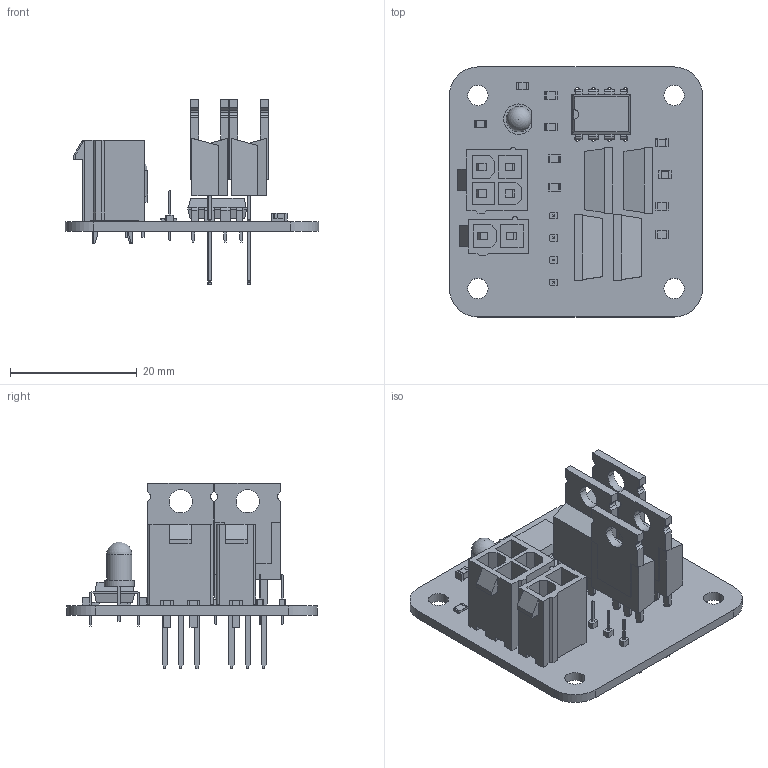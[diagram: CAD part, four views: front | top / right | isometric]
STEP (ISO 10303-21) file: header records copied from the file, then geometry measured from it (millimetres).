
FILE_DESCRIPTION(('KiCad electronic assembly'),'2;1');
FILE_NAME('TSSI2026.3.step','2026-02-22T03:12:43',('Pcbnew'),('Kicad'), 'Open CASCADE STEP processor 7.9','KiCad to STEP converter','Unknown' );
FILE_SCHEMA(('AUTOMOTIVE_DESIGN { 1 0 10303 214 1 1 1 1 }'));
Length unit declared in the file: millimetre
Products named in the file (15): TSSI2026.3 1; IRLZ34N; IRF9540N; R_0805_2012Metric; PinHeader_1x01_P1.00mm_Vertical; 039296048; SOLID; COMPOUND; C_0805_2012Metric; LED_D4.0mm; 039296028; DIP-8_W7.62mm; TSSI2026.3_PCB
Assembly tree (28 placements, depth 3):
  TSSI2026.3 1
    IRLZ34N  x4
      IRF9540N
    R_0805_2012Metric  x7
    PinHeader_1x01_P1.00mm_Vertical  x4
    039296048
      SOLID
      COMPOUND
    C_0805_2012Metric  x3
    LED_D4.0mm
    039296028
      SOLID
      COMPOUND
    DIP-8_W7.62mm
    TSSI2026.3_PCB
Bounding box: 40 x 39.5 x 29.34 mm (x, y, z)
Volume: 5570.9 mm3; surface area: 9219 mm2
Topology: 39 solids, 39 shells, 1106 faces, 2889 edges, 1906 vertices
Faces by surface type: plane 908, cylinder 177, bspline 20, sphere 1
Full cylindrical faces by diameter (mm): 0.5 x4, 0.8 x8, 0.9 x2, 1.016 x12, 1.4 x6, 3.2 x4, 4 x1
Entity records: 20200 total; most frequent: CARTESIAN_POINT 3536, ORIENTED_EDGE 3044, DIRECTION 2876, EDGE_CURVE 1522, LINE 1324, VECTOR 1324, VERTEX_POINT 997, AXIS2_PLACEMENT_3D 776
